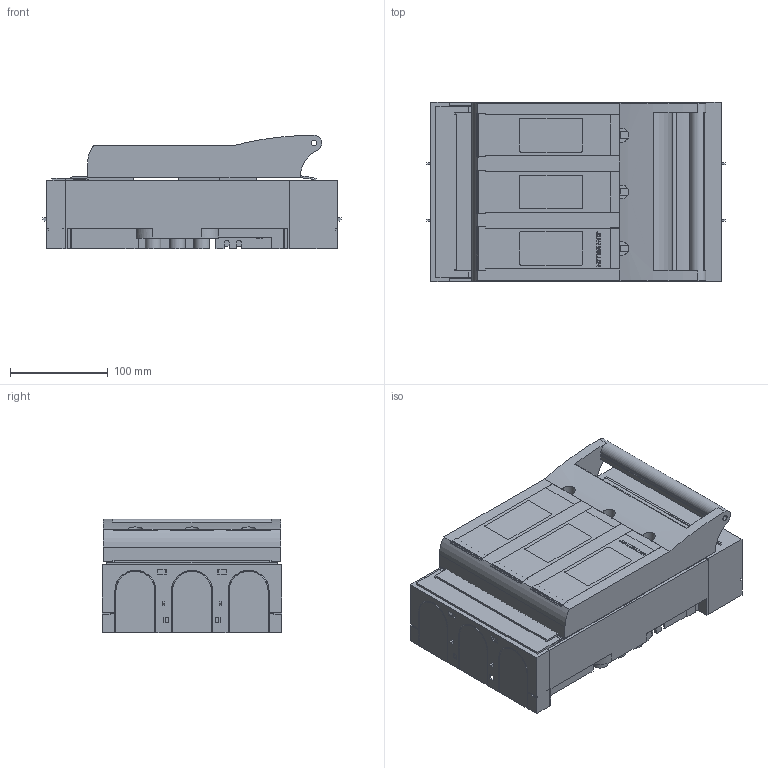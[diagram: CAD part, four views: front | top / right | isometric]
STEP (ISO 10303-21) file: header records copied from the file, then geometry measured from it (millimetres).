
FILE_DESCRIPTION(('CATIA V5 STEP'),'2;1');
FILE_NAME('T100113000_L_NH-Sicherungslasttrennschalter_KETO-1-3_F.stp','2015-10-07T14:44:48+00:00',('none'),('Jean Müller GmbH'),'CATIA Version 5 Release 19 SP 9 (IN-10)','CATIA V5 STEP AP214','none');
FILE_SCHEMA(('AUTOMOTIVE_DESIGN { 1 0 10303 214 1 1 1 1 }'));
Length unit declared in the file: millimetre
Products named in the file (11): T100113000_L_NH-Sicherungslasttrennschalter KETO-1-3/F; 34225_L_Gehaeuse Gr1; 158634_L_Anschlusslasche Gr1; 34227_L_Schutzabdeckung Gr1 oben; 34228_L_Schutzabdeckung Gr1 unten; 34202_L_Frontplatte Gr1; 34208_L01_Scheibe Gr1; 34208_L_Scheibe Gr.1; 66113_Sechskantmutter DIN934_M10; 65746_Sechskantschraube M10x25; 66903_Spannscheibe DIN6796 -10
Assembly tree (31 placements, depth 2):
  T100113000_L_NH-Sicherungslasttrennschalter KETO-1-3/F
    34225_L_Gehaeuse Gr1
    158634_L_Anschlusslasche Gr1  x6
    34227_L_Schutzabdeckung Gr1 oben
    34228_L_Schutzabdeckung Gr1 unten
    34202_L_Frontplatte Gr1
    34208_L01_Scheibe Gr1
    34208_L_Scheibe Gr.1  x2
    66113_Sechskantmutter DIN934_M10  x6
    65746_Sechskantschraube M10x25  x6
    66903_Spannscheibe DIN6796 -10  x6
Bounding box: 305.75 x 183.5 x 116.3 mm (x, y, z)
Volume: 1855986.3 mm3; surface area: 710501.1 mm2
Topology: 31 solids, 31 shells, 1896 faces, 5761 edges, 3854 vertices
Faces by surface type: plane 1488, cylinder 246, cone 162
Entity records: 50516 total; most frequent: CARTESIAN_POINT 9612, ORIENTED_EDGE 9544, DIRECTION 6679, EDGE_CURVE 4772, VECTOR 4198, LINE 4198, VERTEX_POINT 3206, EDGE_LOOP 1628
